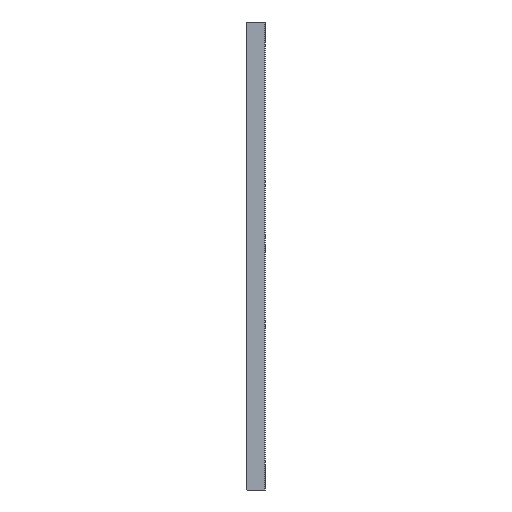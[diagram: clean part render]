
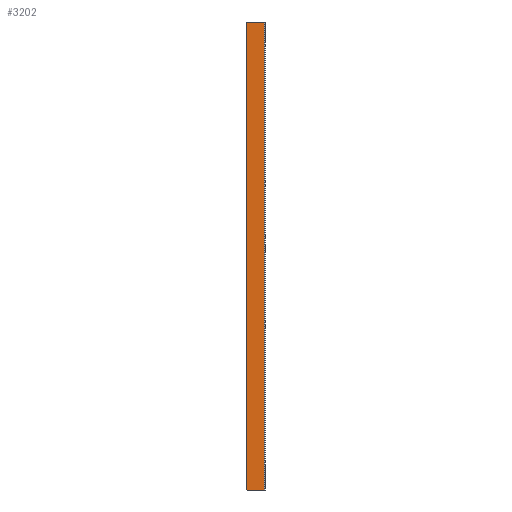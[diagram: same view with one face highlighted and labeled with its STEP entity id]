
A CAD part, left-side view. The second image highlights one B-rep face of the part: STEP entity #3202.
In plain terms, the highlighted planar face has unit normal (-1, 0, 0).
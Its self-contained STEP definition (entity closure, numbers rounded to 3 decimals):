
#1060=DIRECTION('',(0.,-0.707,0.707));
#1061=VECTOR('',#1060,2.828);
#1062=CARTESIAN_POINT('',(-200.,78.,998.));
#1063=LINE('',#1062,#1061);
#1067=DIRECTION('',(0.,0.,1.));
#1068=VECTOR('',#1067,2000.);
#1069=CARTESIAN_POINT('',(-200.,3.,-1000.));
#1070=LINE('',#1069,#1068);
#1074=DIRECTION('',(0.,0.707,0.707));
#1075=VECTOR('',#1074,2.828);
#1076=CARTESIAN_POINT('',(-200.,76.,-1000.));
#1077=LINE('',#1076,#1075);
#1088=DIRECTION('',(0.,0.,1.));
#1089=VECTOR('',#1088,1996.);
#1090=CARTESIAN_POINT('',(-200.,78.,-998.));
#1091=LINE('',#1090,#1089);
#1116=DIRECTION('',(0.,1.,0.));
#1117=VECTOR('',#1116,73.);
#1118=CARTESIAN_POINT('',(-200.,3.,-1000.));
#1119=LINE('',#1118,#1117);
#1202=DIRECTION('',(0.,1.,0.));
#1203=VECTOR('',#1202,73.);
#1204=CARTESIAN_POINT('',(-200.,3.,1000.));
#1205=LINE('',#1204,#1203);
#2449=CARTESIAN_POINT('',(-200.,78.,998.));
#2450=CARTESIAN_POINT('',(-200.,76.,1000.));
#2451=VERTEX_POINT('',#2449);
#2452=VERTEX_POINT('',#2450);
#2457=CARTESIAN_POINT('',(-200.,76.,-1000.));
#2458=CARTESIAN_POINT('',(-200.,78.,-998.));
#2459=VERTEX_POINT('',#2457);
#2460=VERTEX_POINT('',#2458);
#2465=CARTESIAN_POINT('',(-200.,3.,-1000.));
#2466=VERTEX_POINT('',#2465);
#2467=CARTESIAN_POINT('',(-200.,3.,1000.));
#2468=VERTEX_POINT('',#2467);
#3184=CARTESIAN_POINT('',(-200.,3.,-1000.));
#3185=DIRECTION('',(1.,0.,0.));
#3186=DIRECTION('',(0.,1.,0.));
#3187=AXIS2_PLACEMENT_3D('',#3184,#3185,#3186);
#3188=PLANE('',#3187);
#3190=ORIENTED_EDGE('',*,*,#3189,.T.);
#3192=ORIENTED_EDGE('',*,*,#3191,.F.);
#3193=ORIENTED_EDGE('',*,*,#3176,.F.);
#3195=ORIENTED_EDGE('',*,*,#3194,.T.);
#3197=ORIENTED_EDGE('',*,*,#3196,.T.);
#3199=ORIENTED_EDGE('',*,*,#3198,.T.);
#3200=EDGE_LOOP('',(#3190,#3192,#3193,#3195,#3197,#3199));
#3201=FACE_OUTER_BOUND('',#3200,.F.);
#3176=EDGE_CURVE('',#2466,#2468,#1070,.T.);
#3189=EDGE_CURVE('',#2451,#2452,#1063,.T.);
#3191=EDGE_CURVE('',#2468,#2452,#1205,.T.);
#3194=EDGE_CURVE('',#2466,#2459,#1119,.T.);
#3196=EDGE_CURVE('',#2459,#2460,#1077,.T.);
#3198=EDGE_CURVE('',#2460,#2451,#1091,.T.);
#3202=ADVANCED_FACE('',(#3201),#3188,.F.);
